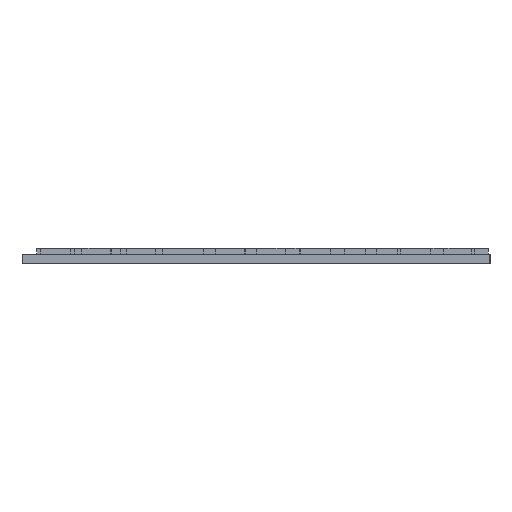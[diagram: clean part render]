
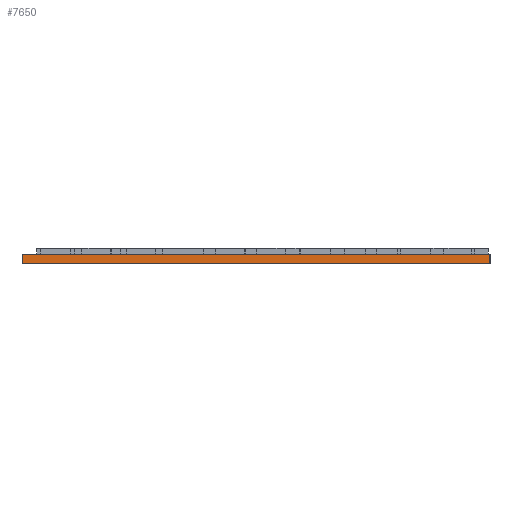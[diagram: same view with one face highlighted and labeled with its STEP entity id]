
A CAD part, left-side view. The second image highlights one B-rep face of the part: STEP entity #7650.
In plain terms, the highlighted planar face has unit normal (-1, 0, 0).
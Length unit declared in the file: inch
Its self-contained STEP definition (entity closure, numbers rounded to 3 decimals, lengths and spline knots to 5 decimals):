
#502=LINE('',#12043,#1014);
#503=LINE('',#12045,#1015);
#504=LINE('',#12047,#1016);
#505=LINE('',#12048,#1017);
#1014=VECTOR('',#9905,3.14961);
#1015=VECTOR('',#9906,0.06299);
#1016=VECTOR('',#9907,3.14961);
#1017=VECTOR('',#9908,0.06299);
#1526=PLANE('',#8473);
#2482=FACE_OUTER_BOUND('',#3086,.T.);
#3086=EDGE_LOOP('',(#5938,#5939,#5940,#5941));
#4394=VERTEX_POINT('',#12041);
#4395=VERTEX_POINT('',#12042);
#4396=VERTEX_POINT('',#12044);
#4397=VERTEX_POINT('',#12046);
#5082=EDGE_CURVE('',#4394,#4395,#502,.T.);
#5083=EDGE_CURVE('',#4395,#4396,#503,.T.);
#5084=EDGE_CURVE('',#4397,#4396,#504,.T.);
#5085=EDGE_CURVE('',#4394,#4397,#505,.T.);
#5938=ORIENTED_EDGE('',*,*,#5082,.T.);
#5939=ORIENTED_EDGE('',*,*,#5083,.T.);
#5940=ORIENTED_EDGE('',*,*,#5084,.F.);
#5941=ORIENTED_EDGE('',*,*,#5085,.F.);
#7650=ADVANCED_FACE('',(#2482),#1526,.T.);
#8473=AXIS2_PLACEMENT_3D('',#12040,#9903,#9904);
#9903=DIRECTION('center_axis',(-1.,0.,0.));
#9904=DIRECTION('ref_axis',(0.,-1.,0.));
#9905=DIRECTION('',(0.,-1.,0.));
#9906=DIRECTION('',(0.,0.,1.));
#9907=DIRECTION('',(0.,-1.,0.));
#9908=DIRECTION('',(0.,0.,1.));
#12040=CARTESIAN_POINT('Origin',(0.,3.14961,0.));
#12041=CARTESIAN_POINT('',(0.,3.14961,0.));
#12042=CARTESIAN_POINT('',(0.,0.,0.));
#12043=CARTESIAN_POINT('',(0.,3.14961,0.));
#12044=CARTESIAN_POINT('',(0.,0.,0.06299));
#12045=CARTESIAN_POINT('',(0.,0.,0.));
#12046=CARTESIAN_POINT('',(0.,3.14961,0.06299));
#12047=CARTESIAN_POINT('',(0.,3.14961,0.06299));
#12048=CARTESIAN_POINT('',(0.,3.14961,0.));
